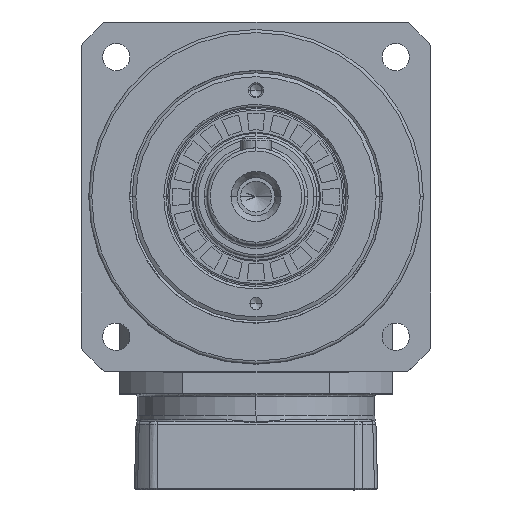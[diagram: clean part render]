
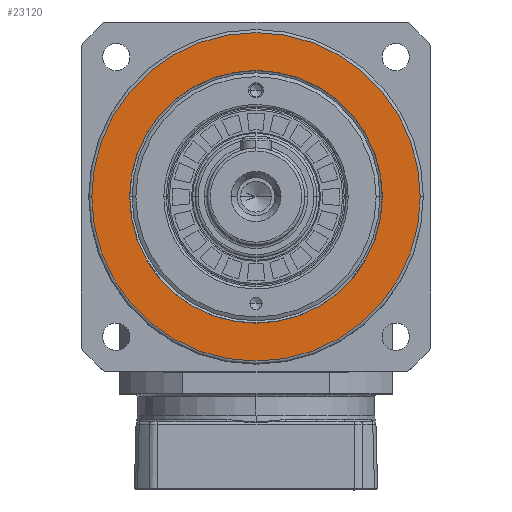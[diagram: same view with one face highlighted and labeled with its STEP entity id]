
A CAD part, top view. The second image highlights one B-rep face of the part: STEP entity #23120.
In plain terms, the highlighted planar face has unit normal (0, 0, 1).
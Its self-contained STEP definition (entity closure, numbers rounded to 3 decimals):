
#2300 = EDGE_LOOP ( 'NONE', ( #15847, #3472 ) ) ;
#3472 = ORIENTED_EDGE ( 'NONE', *, *, #6700, .T. ) ;
#4465 = FACE_OUTER_BOUND ( 'NONE', #32189, .T. ) ;
#5684 = DIRECTION ( 'NONE',  ( 1., 0., 0. ) ) ;
#5725 = DIRECTION ( 'NONE',  ( 0., 0., -1. ) ) ;
#5777 = CARTESIAN_POINT ( 'NONE',  ( 0., 0., 72.5 ) ) ;
#6700 = EDGE_CURVE ( 'NONE', #26683, #16470, #33204, .T. ) ;
#7515 = AXIS2_PLACEMENT_3D ( 'NONE', #19702, #19631, #19564 ) ;
#8964 = AXIS2_PLACEMENT_3D ( 'NONE', #5777, #5725, #5684 ) ;
#9256 = DIRECTION ( 'NONE',  ( 1., 0., 0. ) ) ;
#9433 = DIRECTION ( 'NONE',  ( 0., 0., 1. ) ) ;
#9670 = CARTESIAN_POINT ( 'NONE',  ( -54., 0., 72.5 ) ) ;
#9754 = PLANE ( 'NONE',  #43370 ) ;
#10252 = EDGE_CURVE ( 'NONE', #37162, #29002, #24624, .T. ) ;
#13720 = AXIS2_PLACEMENT_3D ( 'NONE', #29843, #29800, #29737 ) ;
#13788 = CARTESIAN_POINT ( 'NONE',  ( 0., 0., 72.5 ) ) ;
#15847 = ORIENTED_EDGE ( 'NONE', *, *, #20650, .T. ) ;
#16470 = VERTEX_POINT ( 'NONE', #43374 ) ;
#19564 = DIRECTION ( 'NONE',  ( 0., -1., 0. ) ) ;
#19631 = DIRECTION ( 'NONE',  ( 0., 0., -1. ) ) ;
#19701 = CARTESIAN_POINT ( 'NONE',  ( 54., 0., 72.5 ) ) ;
#19702 = CARTESIAN_POINT ( 'NONE',  ( 0., 0., 72.5 ) ) ;
#20650 = EDGE_CURVE ( 'NONE', #16470, #26683, #26213, .T. ) ;
#21461 = ORIENTED_EDGE ( 'NONE', *, *, #32275, .F. ) ;
#23120 = ADVANCED_FACE ( 'NONE', ( #4465, #26827 ), #9754, .T. ) ;
#24624 = CIRCLE ( 'NONE', #13720, 54. ) ;
#26213 = CIRCLE ( 'NONE', #27446, 41.55 ) ;
#26683 = VERTEX_POINT ( 'NONE', #36041 ) ;
#26827 = FACE_BOUND ( 'NONE', #2300, .T. ) ;
#27446 = AXIS2_PLACEMENT_3D ( 'NONE', #30927, #30814, #30806 ) ;
#29002 = VERTEX_POINT ( 'NONE', #19701 ) ;
#29737 = DIRECTION ( 'NONE',  ( 1., 0., 0. ) ) ;
#29800 = DIRECTION ( 'NONE',  ( 0., 0., -1. ) ) ;
#29843 = CARTESIAN_POINT ( 'NONE',  ( 0., 0., 72.5 ) ) ;
#30806 = DIRECTION ( 'NONE',  ( 0., -1., 0. ) ) ;
#30814 = DIRECTION ( 'NONE',  ( 0., 0., -1. ) ) ;
#30927 = CARTESIAN_POINT ( 'NONE',  ( 0., 0., 72.5 ) ) ;
#32189 = EDGE_LOOP ( 'NONE', ( #21461, #37686 ) ) ;
#32275 = EDGE_CURVE ( 'NONE', #29002, #37162, #36491, .T. ) ;
#33204 = CIRCLE ( 'NONE', #7515, 41.55 ) ;
#36041 = CARTESIAN_POINT ( 'NONE',  ( 0., 41.55, 72.5 ) ) ;
#36491 = CIRCLE ( 'NONE', #8964, 54. ) ;
#37162 = VERTEX_POINT ( 'NONE', #9670 ) ;
#37686 = ORIENTED_EDGE ( 'NONE', *, *, #10252, .F. ) ;
#43370 = AXIS2_PLACEMENT_3D ( 'NONE', #13788, #9433, #9256 ) ;
#43374 = CARTESIAN_POINT ( 'NONE',  ( 0., -41.55, 72.5 ) ) ;
